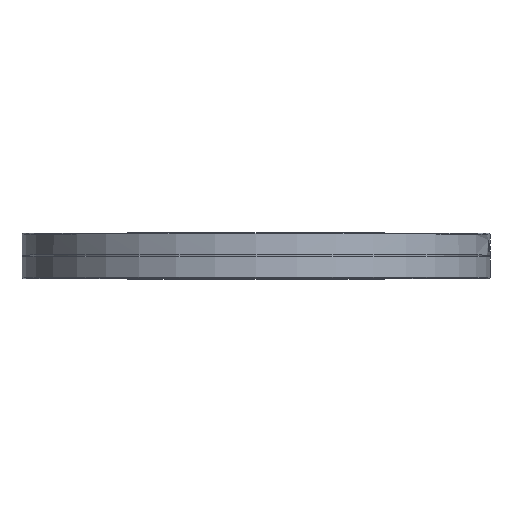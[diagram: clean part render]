
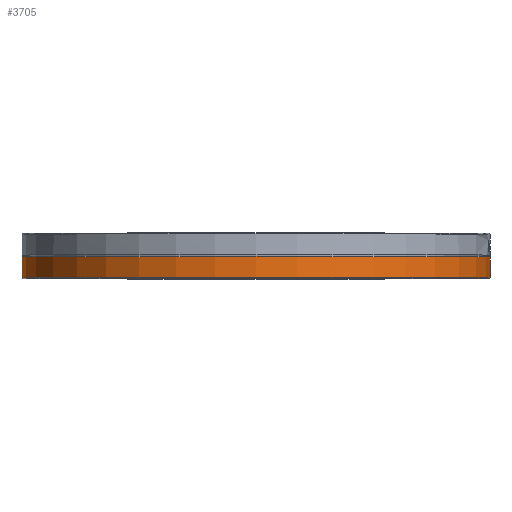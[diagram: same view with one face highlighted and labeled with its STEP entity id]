
A CAD part, top view. The second image highlights one B-rep face of the part: STEP entity #3705.
In plain terms, the highlighted cylindrical face has radius 127 mm (diameter 254 mm), a full revolution.
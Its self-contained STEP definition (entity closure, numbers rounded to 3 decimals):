
#343=CYLINDRICAL_SURFACE('',#4011,127.);
#420=FACE_OUTER_BOUND('',#682,.T.);
#682=EDGE_LOOP('',(#2643,#2644,#2645,#2646,#2647,#2648));
#933=LINE('',#5452,#1152);
#1152=VECTOR('',#4523,127.);
#1370=CIRCLE('',#3982,127.);
#1371=CIRCLE('',#3983,127.);
#1398=CIRCLE('',#4012,127.);
#1399=CIRCLE('',#4013,127.);
#1587=VERTEX_POINT('',#5389);
#1588=VERTEX_POINT('',#5390);
#1615=VERTEX_POINT('',#5448);
#1616=VERTEX_POINT('',#5449);
#1977=EDGE_CURVE('',#1587,#1588,#1370,.T.);
#1978=EDGE_CURVE('',#1588,#1587,#1371,.T.);
#2006=EDGE_CURVE('',#1615,#1616,#1398,.T.);
#2007=EDGE_CURVE('',#1616,#1615,#1399,.T.);
#2008=EDGE_CURVE('',#1616,#1588,#933,.T.);
#2643=ORIENTED_EDGE('',*,*,#2006,.F.);
#2644=ORIENTED_EDGE('',*,*,#2007,.F.);
#2645=ORIENTED_EDGE('',*,*,#2008,.T.);
#2646=ORIENTED_EDGE('',*,*,#1977,.F.);
#2647=ORIENTED_EDGE('',*,*,#1978,.F.);
#2648=ORIENTED_EDGE('',*,*,#2008,.F.);
#3705=ADVANCED_FACE('',(#420),#343,.T.);
#3982=AXIS2_PLACEMENT_3D('',#5391,#4458,#4459);
#3983=AXIS2_PLACEMENT_3D('',#5392,#4460,#4461);
#4011=AXIS2_PLACEMENT_3D('',#5447,#4517,#4518);
#4012=AXIS2_PLACEMENT_3D('',#5450,#4519,#4520);
#4013=AXIS2_PLACEMENT_3D('',#5451,#4521,#4522);
#4458=DIRECTION('center_axis',(0.,-1.,0.));
#4459=DIRECTION('ref_axis',(1.,0.,0.));
#4460=DIRECTION('center_axis',(0.,-1.,0.));
#4461=DIRECTION('ref_axis',(1.,0.,0.));
#4517=DIRECTION('center_axis',(0.,1.,0.));
#4518=DIRECTION('ref_axis',(-1.,0.,0.));
#4519=DIRECTION('center_axis',(0.,1.,0.));
#4520=DIRECTION('ref_axis',(1.,0.,0.));
#4521=DIRECTION('center_axis',(0.,1.,0.));
#4522=DIRECTION('ref_axis',(1.,0.,0.));
#4523=DIRECTION('',(0.,-1.,0.));
#5389=CARTESIAN_POINT('',(-127.,0.5,0.));
#5390=CARTESIAN_POINT('',(127.,0.5,0.));
#5391=CARTESIAN_POINT('Origin',(0.,0.5,0.));
#5392=CARTESIAN_POINT('Origin',(0.,0.5,0.));
#5447=CARTESIAN_POINT('Origin',(0.,5.906,0.));
#5448=CARTESIAN_POINT('',(0.,11.813,-127.));
#5449=CARTESIAN_POINT('',(127.,11.813,0.));
#5450=CARTESIAN_POINT('Origin',(0.,11.813,0.));
#5451=CARTESIAN_POINT('Origin',(0.,11.813,0.));
#5452=CARTESIAN_POINT('',(127.,5.906,0.));
